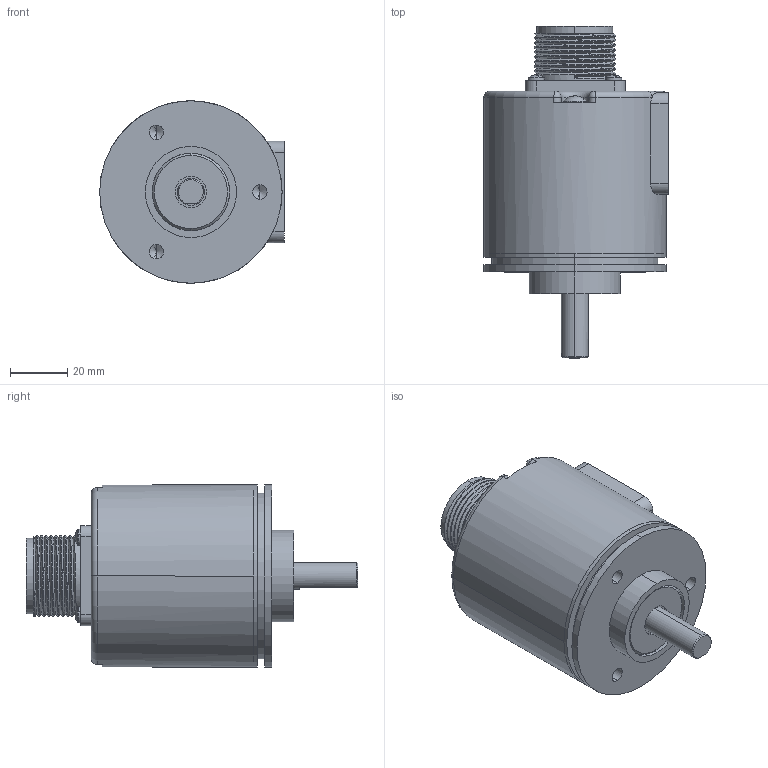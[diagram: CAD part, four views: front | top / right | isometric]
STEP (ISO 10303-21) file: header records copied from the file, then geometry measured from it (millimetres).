
FILE_DESCRIPTION (( 'STEP AP203' ), '1' );
FILE_NAME ('H25E-F1-EM18.STEP', '2020-11-23T17:34:19', ( '' ), ( '' ), 'SwSTEP 2.0', 'SolidWorks 2018', '' );
FILE_SCHEMA (( 'CONFIG_CONTROL_DESIGN' ));
Length unit declared in the file: inch
Products named in the file (7): Dummy H25 spindle_.375 with flat; truss head screw_ai_CR-THMS 0.138-32x0.5x0.5-N; M18 connector; H25E-F1-EM18; pan cross head_ai_CR-PHMS 0.112-40x0.375x0.375-N; H25 Cover no top screws_23064-EM; h25 base_e housing
Assembly tree (10 placements, depth 2):
  H25E-F1-EM18
    h25 base_e housing
    H25 Cover no top screws_23064-EM
    Dummy H25 spindle_.375 with flat
    M18 connector
    pan cross head_ai_CR-PHMS 0.112-40x0.375x0.375-N  x4
    truss head screw_ai_CR-THMS 0.138-32x0.5x0.5-N  x2
Bounding box: 64.26 x 115.57 x 63.5 mm (x, y, z)
Volume: 102548.6 mm3; surface area: 58345.9 mm2
Topology: 10 solids, 10 shells, 571 faces, 1380 edges, 856 vertices
Faces by surface type: plane 249, cylinder 182, cone 69, torus 41, sphere 16, bspline 14
Entity records: 16567 total; most frequent: CARTESIAN_POINT 4431, DIRECTION 2482, ORIENTED_EDGE 2304, EDGE_CURVE 1152, AXIS2_PLACEMENT_3D 1006, VERTEX_POINT 734, EDGE_LOOP 548, CIRCLE 526
